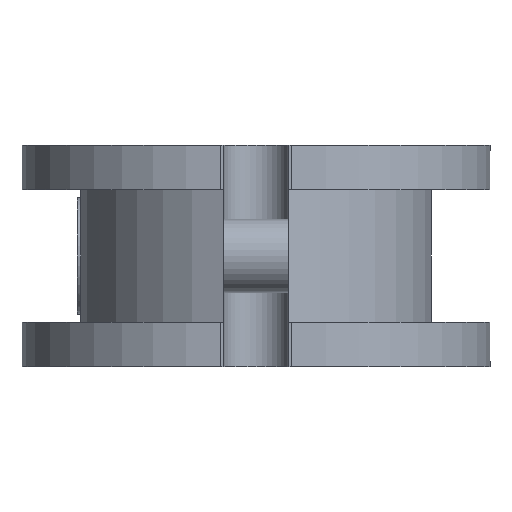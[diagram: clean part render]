
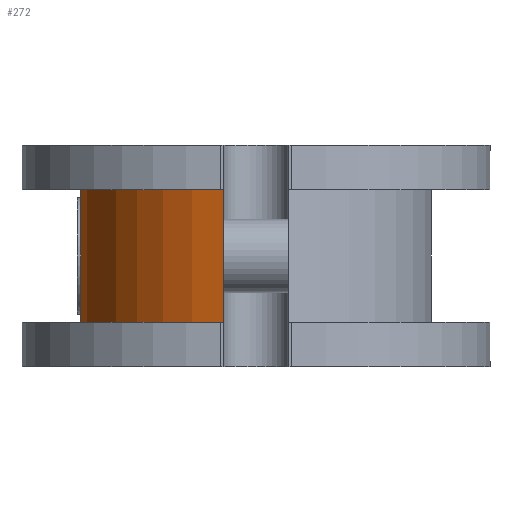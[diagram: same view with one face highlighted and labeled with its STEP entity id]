
A CAD part, left-side view. The second image highlights one B-rep face of the part: STEP entity #272.
In plain terms, the highlighted cylindrical face has radius 13.7 mm (diameter 27.4 mm), a partial arc.
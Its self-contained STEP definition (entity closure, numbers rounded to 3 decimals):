
#63 = CARTESIAN_POINT ( 'NONE',  ( -55.603, 4., 4.5 ) ) ;
#76 = CARTESIAN_POINT ( 'NONE',  ( -55.603, 4., -4.5 ) ) ;
#113 = DIRECTION ( 'NONE',  ( 0., 0., 1. ) ) ;
#127 = AXIS2_PLACEMENT_3D ( 'NONE', #1821, #113, #885 ) ;
#134 = CARTESIAN_POINT ( 'NONE',  ( -55.603, 4., -4.5 ) ) ;
#246 = LINE ( 'NONE', #635, #1910 ) ;
#272 = ADVANCED_FACE ( 'NONE', ( #1226 ), #1025, .T. ) ;
#296 = CIRCLE ( 'NONE', #1674, 13.7 ) ;
#361 = DIRECTION ( 'NONE',  ( 1., 0., 0. ) ) ;
#384 = EDGE_CURVE ( 'NONE', #2340, #1678, #296, .T. ) ;
#473 = EDGE_LOOP ( 'NONE', ( #1865, #809, #1872, #1896 ) ) ;
#499 = VERTEX_POINT ( 'NONE', #63 ) ;
#506 = CARTESIAN_POINT ( 'NONE',  ( -42.5, 0., -4.5 ) ) ;
#635 = CARTESIAN_POINT ( 'NONE',  ( -30.44, 6.5, -4.5 ) ) ;
#703 = VERTEX_POINT ( 'NONE', #1127 ) ;
#809 = ORIENTED_EDGE ( 'NONE', *, *, #1902, .F. ) ;
#885 = DIRECTION ( 'NONE',  ( 1., 0., 0. ) ) ;
#931 = DIRECTION ( 'NONE',  ( 0., 0., -1. ) ) ;
#1025 = CYLINDRICAL_SURFACE ( 'NONE', #127, 13.7 ) ;
#1096 = AXIS2_PLACEMENT_3D ( 'NONE', #2143, #2194, #2013 ) ;
#1127 = CARTESIAN_POINT ( 'NONE',  ( -30.44, 6.5, 4.5 ) ) ;
#1140 = DIRECTION ( 'NONE',  ( 0., 0., 1. ) ) ;
#1152 = CARTESIAN_POINT ( 'NONE',  ( -30.44, 6.5, -4.5 ) ) ;
#1226 = FACE_OUTER_BOUND ( 'NONE', #473, .T. ) ;
#1230 = VECTOR ( 'NONE', #1251, 1000. ) ;
#1251 = DIRECTION ( 'NONE',  ( 0., 0., 1. ) ) ;
#1674 = AXIS2_PLACEMENT_3D ( 'NONE', #506, #931, #361 ) ;
#1678 = VERTEX_POINT ( 'NONE', #1152 ) ;
#1821 = CARTESIAN_POINT ( 'NONE',  ( -42.5, 0., -4.5 ) ) ;
#1865 = ORIENTED_EDGE ( 'NONE', *, *, #1936, .T. ) ;
#1872 = ORIENTED_EDGE ( 'NONE', *, *, #384, .F. ) ;
#1896 = ORIENTED_EDGE ( 'NONE', *, *, #2306, .T. ) ;
#1902 = EDGE_CURVE ( 'NONE', #1678, #703, #246, .T. ) ;
#1910 = VECTOR ( 'NONE', #1140, 1000. ) ;
#1936 = EDGE_CURVE ( 'NONE', #499, #703, #2412, .T. ) ;
#1972 = LINE ( 'NONE', #76, #1230 ) ;
#2013 = DIRECTION ( 'NONE',  ( 1., 0., 0. ) ) ;
#2143 = CARTESIAN_POINT ( 'NONE',  ( -42.5, 0., 4.5 ) ) ;
#2194 = DIRECTION ( 'NONE',  ( 0., 0., -1. ) ) ;
#2306 = EDGE_CURVE ( 'NONE', #2340, #499, #1972, .T. ) ;
#2340 = VERTEX_POINT ( 'NONE', #134 ) ;
#2412 = CIRCLE ( 'NONE', #1096, 13.7 ) ;
